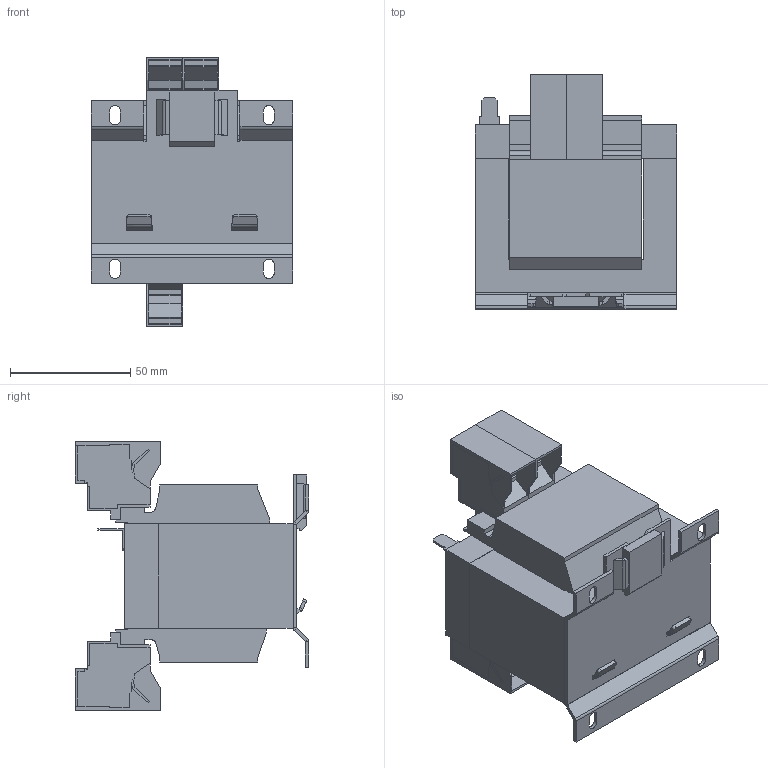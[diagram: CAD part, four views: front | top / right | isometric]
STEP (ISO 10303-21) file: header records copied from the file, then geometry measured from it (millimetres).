
FILE_DESCRIPTION (( 'STEP AP214' ), '1' );
FILE_NAME ('185690.STEP', '2023-08-15T06:16:31', ( '' ), ( '' ), 'SwSTEP 2.0', 'SolidWorks 2018', '' );
FILE_SCHEMA (( 'AUTOMOTIVE_DESIGN' ));
Length unit declared in the file: millimetre
Products named in the file (1): 185690
Bounding box: 84.05 x 97.32 x 112 mm (x, y, z)
Volume: 381048.5 mm3; surface area: 68954.2 mm2
Topology: 1 solids, 1 shells, 416 faces, 1187 edges, 774 vertices
Faces by surface type: plane 336, cylinder 68, bspline 12
Entity records: 13681 total; most frequent: CARTESIAN_POINT 2798, ORIENTED_EDGE 2374, DIRECTION 2085, EDGE_CURVE 1187, LINE 1043, VECTOR 1043, VERTEX_POINT 774, AXIS2_PLACEMENT_3D 521
